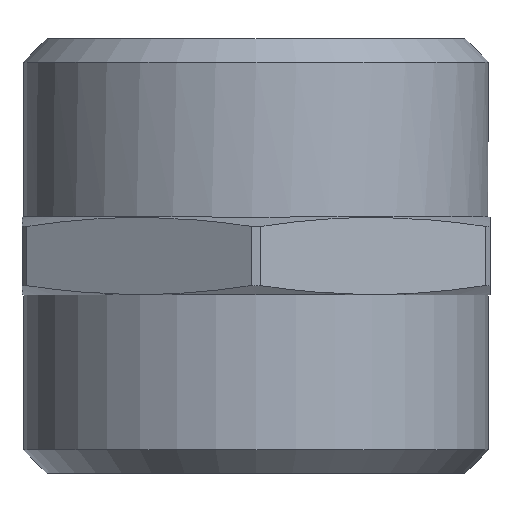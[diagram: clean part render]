
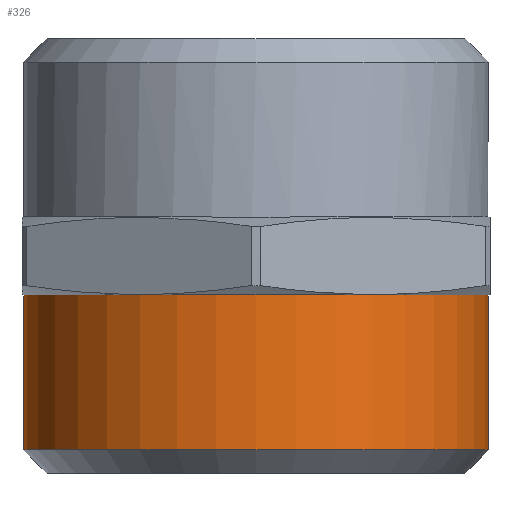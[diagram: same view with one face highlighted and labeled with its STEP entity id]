
A CAD part, left-side view. The second image highlights one B-rep face of the part: STEP entity #326.
In plain terms, the highlighted cylindrical face has radius 20.85 mm (diameter 41.7 mm), a full revolution.
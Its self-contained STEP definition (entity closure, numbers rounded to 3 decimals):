
#19=CYLINDRICAL_SURFACE('',#367,20.85);
#60=FACE_BOUND('',#101,.T.);
#75=FACE_OUTER_BOUND('',#100,.T.);
#100=EDGE_LOOP('',(#278));
#101=EDGE_LOOP('',(#279));
#141=CIRCLE('',#354,20.85);
#145=CIRCLE('',#366,20.85);
#173=VERTEX_POINT('',#553);
#177=VERTEX_POINT('',#576);
#205=EDGE_CURVE('',#173,#173,#141,.T.);
#216=EDGE_CURVE('',#177,#177,#145,.T.);
#278=ORIENTED_EDGE('',*,*,#205,.F.);
#279=ORIENTED_EDGE('',*,*,#216,.F.);
#326=ADVANCED_FACE('',(#75,#60),#19,.T.);
#354=AXIS2_PLACEMENT_3D('',#554,#412,#413);
#366=AXIS2_PLACEMENT_3D('',#577,#443,#444);
#367=AXIS2_PLACEMENT_3D('',#578,#445,#446);
#412=DIRECTION('center_axis',(0.,0.,1.));
#413=DIRECTION('ref_axis',(-1.,0.,0.));
#443=DIRECTION('center_axis',(0.,0.,-1.));
#444=DIRECTION('ref_axis',(-1.,0.,0.));
#445=DIRECTION('center_axis',(0.,0.,1.));
#446=DIRECTION('ref_axis',(-1.,0.,0.));
#553=CARTESIAN_POINT('',(-20.85,0.,-3.5));
#554=CARTESIAN_POINT('Origin',(0.,0.,-3.5));
#576=CARTESIAN_POINT('',(20.85,0.,-17.4));
#577=CARTESIAN_POINT('Origin',(0.,0.,-17.4));
#578=CARTESIAN_POINT('Origin',(0.,0.,-3.5));
